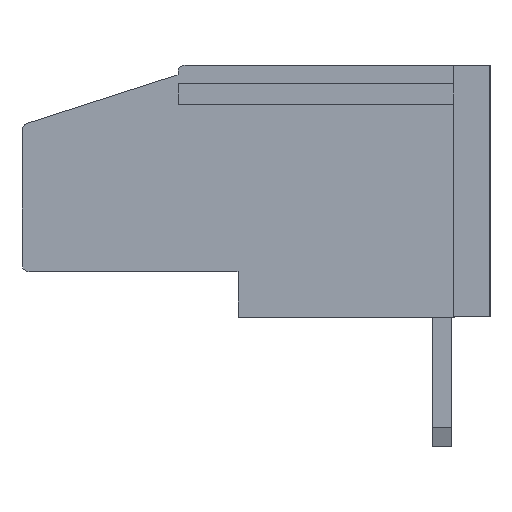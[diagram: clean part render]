
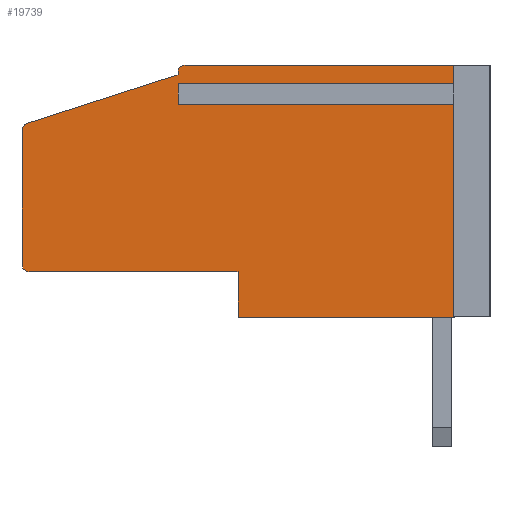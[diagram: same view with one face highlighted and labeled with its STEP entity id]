
A CAD part, left-side view. The second image highlights one B-rep face of the part: STEP entity #19739.
In plain terms, the highlighted planar face has unit normal (-1, 0, 0).
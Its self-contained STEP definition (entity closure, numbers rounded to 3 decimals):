
#109 = ORIENTED_EDGE ( 'NONE', *, *, #19034, .F. ) ;
#299 = CARTESIAN_POINT ( 'NONE',  ( 0., 19.5, 0. ) ) ;
#411 = CARTESIAN_POINT ( 'NONE',  ( 0., 1.5, 9.502 ) ) ;
#778 = VERTEX_POINT ( 'NONE', #23265 ) ;
#1227 = VECTOR ( 'NONE', #17778, 1000. ) ;
#1575 = DIRECTION ( 'NONE',  ( -1., 0., 0. ) ) ;
#1831 = CARTESIAN_POINT ( 'NONE',  ( 0., 1.5, 9.098 ) ) ;
#2421 = VECTOR ( 'NONE', #22874, 1000. ) ;
#2871 = DIRECTION ( 'NONE',  ( 0., -1., 0. ) ) ;
#3043 = DIRECTION ( 'NONE',  ( -1., 0., 0. ) ) ;
#3489 = CIRCLE ( 'NONE', #23185, 0.3 ) ;
#3714 = EDGE_CURVE ( 'NONE', #19260, #15307, #25184, .T. ) ;
#3771 = ORIENTED_EDGE ( 'NONE', *, *, #27008, .T. ) ;
#3778 = DIRECTION ( 'NONE',  ( 0., -1., 0. ) ) ;
#4381 = LINE ( 'NONE', #12953, #15664 ) ;
#4559 = VERTEX_POINT ( 'NONE', #1831 ) ;
#4616 = ORIENTED_EDGE ( 'NONE', *, *, #7025, .F. ) ;
#4762 = EDGE_CURVE ( 'NONE', #12339, #21053, #18168, .T. ) ;
#4796 = VECTOR ( 'NONE', #21231, 1000. ) ;
#4994 = CARTESIAN_POINT ( 'NONE',  ( 0., 10.5, 1.9 ) ) ;
#5032 = CARTESIAN_POINT ( 'NONE',  ( 0., 19.5, 10.5 ) ) ;
#5259 = CARTESIAN_POINT ( 'NONE',  ( 0., 13., 10.1 ) ) ;
#5266 = CARTESIAN_POINT ( 'NONE',  ( 0., 1.5, 10.5 ) ) ;
#5379 = EDGE_CURVE ( 'NONE', #5382, #16547, #27452, .T. ) ;
#5382 = VERTEX_POINT ( 'NONE', #12504 ) ;
#5452 = CARTESIAN_POINT ( 'NONE',  ( 0., 13., 9.502 ) ) ;
#5473 = ORIENTED_EDGE ( 'NONE', *, *, #19183, .F. ) ;
#5612 = LINE ( 'NONE', #20957, #10067 ) ;
#5627 = VERTEX_POINT ( 'NONE', #24400 ) ;
#5788 = EDGE_CURVE ( 'NONE', #23618, #4559, #4381, .T. ) ;
#5827 = PLANE ( 'NONE',  #13422 ) ;
#6119 = VECTOR ( 'NONE', #26449, 1000. ) ;
#6551 = VECTOR ( 'NONE', #14140, 1000. ) ;
#7025 = EDGE_CURVE ( 'NONE', #15307, #778, #20699, .T. ) ;
#7155 = EDGE_LOOP ( 'NONE', ( #26266, #20308, #4616, #7398, #25611, #5473, #15535, #109, #25830, #20449, #24335, #10895, #11200, #9535, #3771 ) ) ;
#7398 = ORIENTED_EDGE ( 'NONE', *, *, #3714, .F. ) ;
#7758 = CARTESIAN_POINT ( 'NONE',  ( 0., 19.5, 1.9 ) ) ;
#8143 = CARTESIAN_POINT ( 'NONE',  ( 0., 13., 9.098 ) ) ;
#8232 = VERTEX_POINT ( 'NONE', #8571 ) ;
#8571 = CARTESIAN_POINT ( 'NONE',  ( 0., 1.5, 0. ) ) ;
#8666 = DIRECTION ( 'NONE',  ( -1., 0., 0. ) ) ;
#9535 = ORIENTED_EDGE ( 'NONE', *, *, #23023, .F. ) ;
#9540 = DIRECTION ( 'NONE',  ( 0., 0., -1. ) ) ;
#9686 = VERTEX_POINT ( 'NONE', #12381 ) ;
#10067 = VECTOR ( 'NONE', #16337, 1000. ) ;
#10274 = DIRECTION ( 'NONE',  ( 0., 0., -1. ) ) ;
#10580 = VECTOR ( 'NONE', #20483, 1000. ) ;
#10819 = CARTESIAN_POINT ( 'NONE',  ( 0., 13., 10.2 ) ) ;
#10895 = ORIENTED_EDGE ( 'NONE', *, *, #16701, .T. ) ;
#11187 = EDGE_CURVE ( 'NONE', #12339, #778, #24566, .T. ) ;
#11200 = ORIENTED_EDGE ( 'NONE', *, *, #23237, .F. ) ;
#11280 = LINE ( 'NONE', #24753, #23496 ) ;
#11436 = CARTESIAN_POINT ( 'NONE',  ( 0., 10.5, 1.9 ) ) ;
#11651 = VERTEX_POINT ( 'NONE', #10819 ) ;
#12339 = VERTEX_POINT ( 'NONE', #26851 ) ;
#12381 = CARTESIAN_POINT ( 'NONE',  ( 0., 12.7, 10.5 ) ) ;
#12478 = VECTOR ( 'NONE', #3778, 1000. ) ;
#12504 = CARTESIAN_POINT ( 'NONE',  ( 0., 13., 9.502 ) ) ;
#12684 = VECTOR ( 'NONE', #2871, 1000. ) ;
#12953 = CARTESIAN_POINT ( 'NONE',  ( 0., 13., 9.098 ) ) ;
#12980 = LINE ( 'NONE', #21759, #4796 ) ;
#13422 = AXIS2_PLACEMENT_3D ( 'NONE', #23303, #21181, #27326 ) ;
#13583 = CARTESIAN_POINT ( 'NONE',  ( 0., 19.5, 7.782 ) ) ;
#13665 = LINE ( 'NONE', #19882, #6119 ) ;
#13950 = CARTESIAN_POINT ( 'NONE',  ( 0., 19.5, 10.5 ) ) ;
#14140 = DIRECTION ( 'NONE',  ( 0., 0., -1. ) ) ;
#14181 = DIRECTION ( 'NONE',  ( 0., 1., 0. ) ) ;
#15307 = VERTEX_POINT ( 'NONE', #11436 ) ;
#15535 = ORIENTED_EDGE ( 'NONE', *, *, #5788, .F. ) ;
#15664 = VECTOR ( 'NONE', #21738, 1000. ) ;
#15916 = LINE ( 'NONE', #5032, #12684 ) ;
#16327 = LINE ( 'NONE', #5452, #6551 ) ;
#16337 = DIRECTION ( 'NONE',  ( 0., 0., -1. ) ) ;
#16466 = EDGE_CURVE ( 'NONE', #23708, #16547, #5612, .T. ) ;
#16547 = VERTEX_POINT ( 'NONE', #411 ) ;
#16701 = EDGE_CURVE ( 'NONE', #9686, #11651, #23822, .T. ) ;
#17778 = DIRECTION ( 'NONE',  ( 0., -1., 0. ) ) ;
#18168 = LINE ( 'NONE', #13950, #2421 ) ;
#18739 = FACE_OUTER_BOUND ( 'NONE', #7155, .T. ) ;
#19034 = EDGE_CURVE ( 'NONE', #5382, #23618, #16327, .T. ) ;
#19183 = EDGE_CURVE ( 'NONE', #4559, #8232, #11280, .T. ) ;
#19260 = VERTEX_POINT ( 'NONE', #23823 ) ;
#19739 = ADVANCED_FACE ( 'NONE', ( #18739 ), #5827, .F. ) ;
#19882 = CARTESIAN_POINT ( 'NONE',  ( 0., 13., 10.1 ) ) ;
#19943 = LINE ( 'NONE', #299, #1227 ) ;
#20308 = ORIENTED_EDGE ( 'NONE', *, *, #11187, .T. ) ;
#20449 = ORIENTED_EDGE ( 'NONE', *, *, #16466, .F. ) ;
#20483 = DIRECTION ( 'NONE',  ( 0., 0., 1. ) ) ;
#20699 = LINE ( 'NONE', #7758, #27176 ) ;
#20957 = CARTESIAN_POINT ( 'NONE',  ( 0., 1.5, 10.5 ) ) ;
#21053 = VERTEX_POINT ( 'NONE', #13583 ) ;
#21181 = DIRECTION ( 'NONE',  ( 1., 0., 0. ) ) ;
#21216 = VERTEX_POINT ( 'NONE', #5259 ) ;
#21228 = CARTESIAN_POINT ( 'NONE',  ( 0., 19.2, 7.782 ) ) ;
#21231 = DIRECTION ( 'NONE',  ( 0., -0.952, 0.307 ) ) ;
#21738 = DIRECTION ( 'NONE',  ( 0., -1., 0. ) ) ;
#21759 = CARTESIAN_POINT ( 'NONE',  ( 0., 19.5, 8. ) ) ;
#22266 = DIRECTION ( 'NONE',  ( 0., 0., -1. ) ) ;
#22759 = AXIS2_PLACEMENT_3D ( 'NONE', #24961, #3043, #22266 ) ;
#22874 = DIRECTION ( 'NONE',  ( 0., 0., 1. ) ) ;
#23023 = EDGE_CURVE ( 'NONE', #5627, #21216, #12980, .T. ) ;
#23185 = AXIS2_PLACEMENT_3D ( 'NONE', #21228, #1575, #10274 ) ;
#23237 = EDGE_CURVE ( 'NONE', #21216, #11651, #13665, .T. ) ;
#23265 = CARTESIAN_POINT ( 'NONE',  ( 0., 19.2, 1.9 ) ) ;
#23303 = CARTESIAN_POINT ( 'NONE',  ( 0., 19.5, 10.5 ) ) ;
#23496 = VECTOR ( 'NONE', #9540, 1000. ) ;
#23618 = VERTEX_POINT ( 'NONE', #8143 ) ;
#23708 = VERTEX_POINT ( 'NONE', #5266 ) ;
#23801 = AXIS2_PLACEMENT_3D ( 'NONE', #28037, #8666, #25858 ) ;
#23822 = CIRCLE ( 'NONE', #23801, 0.3 ) ;
#23823 = CARTESIAN_POINT ( 'NONE',  ( 0., 10.5, 0. ) ) ;
#24335 = ORIENTED_EDGE ( 'NONE', *, *, #28178, .F. ) ;
#24400 = CARTESIAN_POINT ( 'NONE',  ( 0., 19.292, 8.067 ) ) ;
#24566 = CIRCLE ( 'NONE', #22759, 0.3 ) ;
#24753 = CARTESIAN_POINT ( 'NONE',  ( 0., 1.5, 10.5 ) ) ;
#24961 = CARTESIAN_POINT ( 'NONE',  ( 0., 19.2, 2.2 ) ) ;
#25184 = LINE ( 'NONE', #4994, #10580 ) ;
#25562 = CARTESIAN_POINT ( 'NONE',  ( 0., 13., 9.502 ) ) ;
#25611 = ORIENTED_EDGE ( 'NONE', *, *, #26932, .T. ) ;
#25830 = ORIENTED_EDGE ( 'NONE', *, *, #5379, .T. ) ;
#25858 = DIRECTION ( 'NONE',  ( 0., 0., -1. ) ) ;
#26266 = ORIENTED_EDGE ( 'NONE', *, *, #4762, .F. ) ;
#26449 = DIRECTION ( 'NONE',  ( 0., 0., 1. ) ) ;
#26851 = CARTESIAN_POINT ( 'NONE',  ( 0., 19.5, 2.2 ) ) ;
#26932 = EDGE_CURVE ( 'NONE', #19260, #8232, #19943, .T. ) ;
#27008 = EDGE_CURVE ( 'NONE', #5627, #21053, #3489, .T. ) ;
#27176 = VECTOR ( 'NONE', #14181, 1000. ) ;
#27326 = DIRECTION ( 'NONE',  ( 0., 0., -1. ) ) ;
#27452 = LINE ( 'NONE', #25562, #12478 ) ;
#28037 = CARTESIAN_POINT ( 'NONE',  ( 0., 12.7, 10.2 ) ) ;
#28178 = EDGE_CURVE ( 'NONE', #9686, #23708, #15916, .T. ) ;
